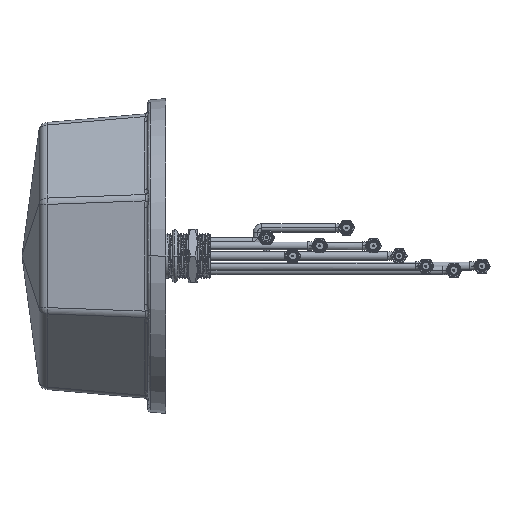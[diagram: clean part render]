
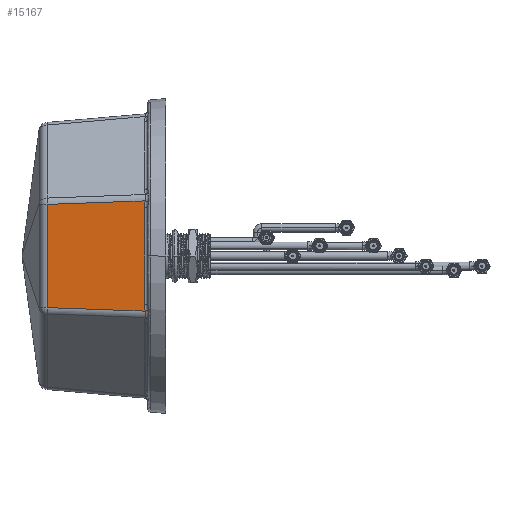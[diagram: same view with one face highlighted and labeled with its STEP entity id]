
A CAD part, left-side view. The second image highlights one B-rep face of the part: STEP entity #15167.
In plain terms, the highlighted planar face has unit normal (-0.996, 0.087, 0).
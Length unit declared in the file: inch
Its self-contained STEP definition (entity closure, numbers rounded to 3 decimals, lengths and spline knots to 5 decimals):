
#3 = VERTEX_POINT ( 'NONE', #35321 ) ;
#255 = CARTESIAN_POINT ( 'NONE',  ( -3.10931, 0.46316, 1.13036 ) ) ;
#467 = VERTEX_POINT ( 'NONE', #13563 ) ;
#1823 = CARTESIAN_POINT ( 'NONE',  ( -2.92351, 2.59901, -1.12972 ) ) ;
#1835 = VECTOR ( 'NONE', #34401, 39.37008 ) ;
#2592 = CARTESIAN_POINT ( 'NONE',  ( -2.92351, 2.59901, -1.12972 ) ) ;
#2623 = CARTESIAN_POINT ( 'NONE',  ( -3.11002, 0.45504, 1.20698 ) ) ;
#3188 = ORIENTED_EDGE ( 'NONE', *, *, #20248, .F. ) ;
#3213 = CARTESIAN_POINT ( 'NONE',  ( -3.10948, 0.46127, -1.15942 ) ) ;
#3468 = CARTESIAN_POINT ( 'NONE',  ( -2.98568, 1.88435, 1.15548 ) ) ;
#3724 = VERTEX_POINT ( 'NONE', #37913 ) ;
#4150 = ORIENTED_EDGE ( 'NONE', *, *, #35613, .F. ) ;
#4388 = DIRECTION ( 'NONE',  ( 0., 0., -1. ) ) ;
#5303 = VERTEX_POINT ( 'NONE', #10444 ) ;
#5790 = CARTESIAN_POINT ( 'NONE',  ( -3.10919, 0.46461, -1.10311 ) ) ;
#5793 = CARTESIAN_POINT ( 'NONE',  ( -3.10955, 0.46039, 1.16441 ) ) ;
#6187 = CARTESIAN_POINT ( 'NONE',  ( -3.10931, 0.46319, 1.1299 ) ) ;
#6269 = EDGE_CURVE ( 'NONE', #467, #3724, #18395, .T. ) ;
#6290 = VECTOR ( 'NONE', #29330, 39.37008 ) ;
#6558 = B_SPLINE_CURVE_WITH_KNOTS ( 'NONE', 3,
 ( #2623, #10930, #11711, #5793, #17756, #26803, #24627, #32899, #9524, #35852, #255, #6187, #26998, #30719, #15014, #21474 ),
 .UNSPECIFIED., .F., .F.,
 ( 4, 2, 2, 1, 1, 1, 1, 2, 2, 4 ),
 ( 0., 0.25, 0.375, 0.4375, 0.46875, 0.48438, 0.49219, 0.49609, 0.5, 1. ),
 .UNSPECIFIED. ) ;
#6628 = CARTESIAN_POINT ( 'NONE',  ( -3.04785, 1.1697, 1.18123 ) ) ;
#7306 = ORIENTED_EDGE ( 'NONE', *, *, #17191, .T. ) ;
#7879 = CARTESIAN_POINT ( 'NONE',  ( -3.1091, 0.46562, 1.05094 ) ) ;
#9133 = CARTESIAN_POINT ( 'NONE',  ( -3.10931, 0.46319, -1.12983 ) ) ;
#9524 = CARTESIAN_POINT ( 'NONE',  ( -3.10933, 0.46301, 1.13264 ) ) ;
#10340 = B_SPLINE_CURVE_WITH_KNOTS ( 'NONE', 3,
 ( #15262, #6628, #3468, #12712 ),
 .UNSPECIFIED., .F., .F.,
 ( 4, 4 ),
 ( 0., 1. ),
 .UNSPECIFIED. ) ;
#10444 = CARTESIAN_POINT ( 'NONE',  ( -2.92351, 2.59901, -1.12972 ) ) ;
#10930 = CARTESIAN_POINT ( 'NONE',  ( -3.10987, 0.45674, 1.19584 ) ) ;
#11311 = LINE ( 'NONE', #1823, #6290 ) ;
#11711 = CARTESIAN_POINT ( 'NONE',  ( -3.10974, 0.45831, 1.1838 ) ) ;
#11895 = CARTESIAN_POINT ( 'NONE',  ( -3.10927, 0.46369, -1.12179 ) ) ;
#12053 = CARTESIAN_POINT ( 'NONE',  ( -3.11002, 0.45504, 1.20698 ) ) ;
#12712 = CARTESIAN_POINT ( 'NONE',  ( -2.92351, 2.59901, 1.12972 ) ) ;
#13563 = CARTESIAN_POINT ( 'NONE',  ( -3.1091, 0.46562, -1.05094 ) ) ;
#13631 = CARTESIAN_POINT ( 'NONE',  ( -3.1091, 0.46562, 1.05094 ) ) ;
#15014 = CARTESIAN_POINT ( 'NONE',  ( -3.1091, 0.46562, 1.08465 ) ) ;
#15167 = ADVANCED_FACE ( 'NONE', ( #22270 ), #37423, .F. ) ;
#15200 = CARTESIAN_POINT ( 'NONE',  ( -3.11002, 0.45504, -1.20698 ) ) ;
#15262 = CARTESIAN_POINT ( 'NONE',  ( -3.11002, 0.45504, 1.20698 ) ) ;
#17191 = EDGE_CURVE ( 'NONE', #21915, #3, #10340, .T. ) ;
#17753 = CARTESIAN_POINT ( 'NONE',  ( -3.10921, 0.46434, -1.10925 ) ) ;
#17756 = CARTESIAN_POINT ( 'NONE',  ( -3.1095, 0.46103, 1.15773 ) ) ;
#17912 = DIRECTION ( 'NONE',  ( 0., 0., 1. ) ) ;
#17942 = CARTESIAN_POINT ( 'NONE',  ( -3.10931, 0.46322, -1.12939 ) ) ;
#18136 = CARTESIAN_POINT ( 'NONE',  ( -3.10913, 0.4653, -1.08323 ) ) ;
#18395 = B_SPLINE_CURVE_WITH_KNOTS ( 'NONE', 3,
 ( #32703, #24048, #18136, #5790, #17753, #38782, #11895, #36044, #23855, #17942, #9133, #33085, #30125, #3213, #36232, #15200 ),
 .UNSPECIFIED., .F., .F.,
 ( 4, 2, 2, 1, 1, 1, 1, 2, 2, 4 ),
 ( 0., 0.25, 0.375, 0.4375, 0.46875, 0.48438, 0.49219, 0.49609, 0.5, 1. ),
 .UNSPECIFIED. ) ;
#18987 = VECTOR ( 'NONE', #17912, 39.37008 ) ;
#19228 = VERTEX_POINT ( 'NONE', #13631 ) ;
#20248 = EDGE_CURVE ( 'NONE', #21915, #19228, #6558, .T. ) ;
#21474 = CARTESIAN_POINT ( 'NONE',  ( -3.1091, 0.46562, 1.05094 ) ) ;
#21915 = VERTEX_POINT ( 'NONE', #12053 ) ;
#22270 = FACE_OUTER_BOUND ( 'NONE', #24452, .T. ) ;
#22388 = LINE ( 'NONE', #7879, #1835 ) ;
#22973 = ORIENTED_EDGE ( 'NONE', *, *, #6269, .F. ) ;
#23250 = ORIENTED_EDGE ( 'NONE', *, *, #32274, .T. ) ;
#23855 = CARTESIAN_POINT ( 'NONE',  ( -3.1093, 0.46329, -1.12834 ) ) ;
#24048 = CARTESIAN_POINT ( 'NONE',  ( -3.1091, 0.46562, -1.06804 ) ) ;
#24452 = EDGE_LOOP ( 'NONE', ( #7306, #4150, #23250, #22973, #29516, #3188 ) ) ;
#24627 = CARTESIAN_POINT ( 'NONE',  ( -3.10939, 0.46234, 1.1421 ) ) ;
#26803 = CARTESIAN_POINT ( 'NONE',  ( -3.10942, 0.46192, 1.14737 ) ) ;
#26998 = CARTESIAN_POINT ( 'NONE',  ( -3.10931, 0.46321, 1.12958 ) ) ;
#29330 = DIRECTION ( 'NONE',  ( -0.087, -0.996, -0.036 ) ) ;
#29511 = LINE ( 'NONE', #2592, #18987 ) ;
#29516 = ORIENTED_EDGE ( 'NONE', *, *, #32562, .F. ) ;
#30125 = CARTESIAN_POINT ( 'NONE',  ( -3.10931, 0.46317, -1.13019 ) ) ;
#30719 = CARTESIAN_POINT ( 'NONE',  ( -3.1092, 0.46441, 1.11084 ) ) ;
#31324 = CARTESIAN_POINT ( 'NONE',  ( -3.14961, 0., 1.5748 ) ) ;
#32274 = EDGE_CURVE ( 'NONE', #5303, #3724, #11311, .T. ) ;
#32562 = EDGE_CURVE ( 'NONE', #19228, #467, #22388, .T. ) ;
#32703 = CARTESIAN_POINT ( 'NONE',  ( -3.1091, 0.46562, -1.05094 ) ) ;
#32899 = CARTESIAN_POINT ( 'NONE',  ( -3.10935, 0.46279, 1.13582 ) ) ;
#33085 = CARTESIAN_POINT ( 'NONE',  ( -3.10931, 0.46317, -1.13013 ) ) ;
#34093 = DIRECTION ( 'NONE',  ( 0.996, -0.087, 0. ) ) ;
#34401 = DIRECTION ( 'NONE',  ( 0., 0., -1. ) ) ;
#35321 = CARTESIAN_POINT ( 'NONE',  ( -2.92351, 2.59901, 1.12972 ) ) ;
#35613 = EDGE_CURVE ( 'NONE', #5303, #3, #29511, .T. ) ;
#35852 = CARTESIAN_POINT ( 'NONE',  ( -3.10932, 0.46311, 1.13104 ) ) ;
#36044 = CARTESIAN_POINT ( 'NONE',  ( -3.10929, 0.46342, -1.12621 ) ) ;
#36232 = CARTESIAN_POINT ( 'NONE',  ( -3.10973, 0.4584, -1.18496 ) ) ;
#37423 = PLANE ( 'NONE',  #37550 ) ;
#37550 = AXIS2_PLACEMENT_3D ( 'NONE', #31324, #34093, #4388 ) ;
#37913 = CARTESIAN_POINT ( 'NONE',  ( -3.11002, 0.45504, -1.20698 ) ) ;
#38782 = CARTESIAN_POINT ( 'NONE',  ( -3.10925, 0.46391, -1.11773 ) ) ;
